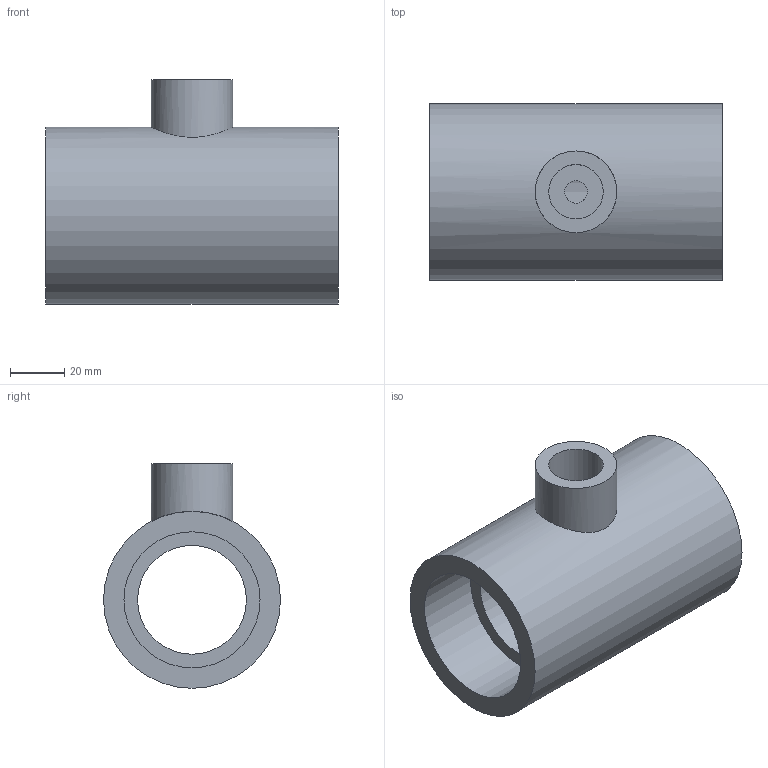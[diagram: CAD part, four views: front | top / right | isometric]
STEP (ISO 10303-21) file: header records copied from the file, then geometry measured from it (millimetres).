
FILE_DESCRIPTION( ( 'STEP AP214' ), '1' );
FILE_NAME( '22055502007(architecture400).stp', '2021-11-18T13:14:13', ( 'License CC BY-ND 4.0' ), ( 'CADENAS' ), ' ', 'PARTsolutions', ' ' );
FILE_SCHEMA( ( 'AUTOMOTIVE_DESIGN { 1 0 10303 214 1 1 1 1 }' ) );
Length unit declared in the file: millimetre
Products named in the file (1): _22055502007(architecture400)
Bounding box: 107.5 x 65 x 82.5 mm (x, y, z)
Volume: 195163.7 mm3; surface area: 44122.8 mm2
Topology: 1 solids, 1 shells, 13 faces, 21 edges, 14 vertices
Faces by surface type: cylinder 7, plane 6
Full cylindrical faces by diameter (mm): 8.333 x1, 20 x1, 30 x1, 40 x1, 50 x2, 65 x1
Entity records: 562 total; most frequent: CARTESIAN_POINT 208, DIRECTION 52, EDGE_LOOP 28, ORIENTED_EDGE 28, AXIS2_PLACEMENT_3D 26, FACE_OUTER_BOUND 20, EDGE_CURVE 14, VERTEX_POINT 14
